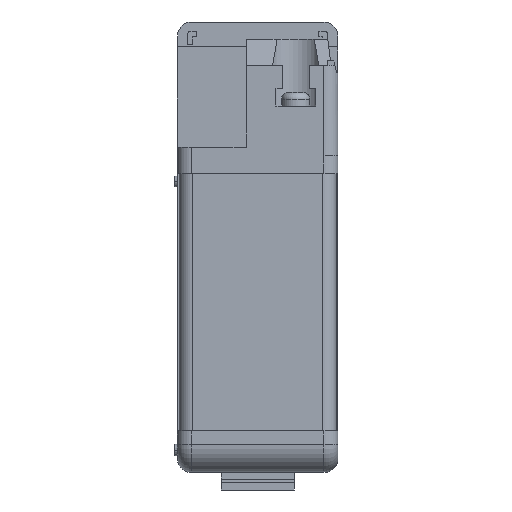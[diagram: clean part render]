
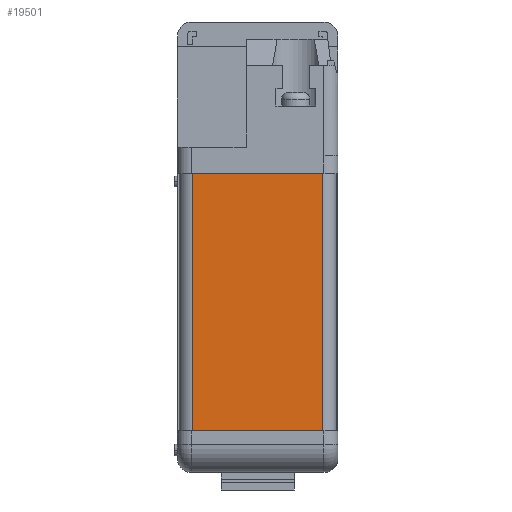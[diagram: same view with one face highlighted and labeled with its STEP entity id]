
A CAD part, front view. The second image highlights one B-rep face of the part: STEP entity #19501.
In plain terms, the highlighted planar face has unit normal (0, -1, 0).
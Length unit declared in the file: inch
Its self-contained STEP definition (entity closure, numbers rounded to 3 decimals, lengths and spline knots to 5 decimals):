
#654 = CARTESIAN_POINT ( 'NONE',  ( -0.5775, -2.9375, -1.63 ) ) ;
#736 = DIRECTION ( 'NONE',  ( -1., 0., 0. ) ) ;
#1179 = CARTESIAN_POINT ( 'NONE',  ( 0.5775, -2.9375, 0.655 ) ) ;
#1726 = DIRECTION ( 'NONE',  ( -1., 0., 0. ) ) ;
#2013 = DIRECTION ( 'NONE',  ( 0., 0., -1. ) ) ;
#2086 = EDGE_CURVE ( 'NONE', #9179, #20048, #17022, .T. ) ;
#2430 = DIRECTION ( 'NONE',  ( 0., 0., -1. ) ) ;
#2733 = ORIENTED_EDGE ( 'NONE', *, *, #21645, .T. ) ;
#3027 = DIRECTION ( 'NONE',  ( 0., 0., -1. ) ) ;
#4511 = FACE_OUTER_BOUND ( 'NONE', #19154, .T. ) ;
#5591 = CARTESIAN_POINT ( 'NONE',  ( -0.5775, -2.9375, 0.655 ) ) ;
#7365 = CARTESIAN_POINT ( 'NONE',  ( 0.5775, -2.9375, -1.63 ) ) ;
#7511 = VECTOR ( 'NONE', #2430, 39.37008 ) ;
#7871 = LINE ( 'NONE', #9126, #16902 ) ;
#8254 = VECTOR ( 'NONE', #736, 39.37008 ) ;
#8624 = VERTEX_POINT ( 'NONE', #654 ) ;
#8831 = LINE ( 'NONE', #22403, #8254 ) ;
#9126 = CARTESIAN_POINT ( 'NONE',  ( 0.5775, -2.9375, -1.63 ) ) ;
#9179 = VERTEX_POINT ( 'NONE', #20437 ) ;
#10359 = PLANE ( 'NONE',  #21206 ) ;
#10364 = ORIENTED_EDGE ( 'NONE', *, *, #16372, .F. ) ;
#12920 = LINE ( 'NONE', #20548, #7511 ) ;
#14026 = DIRECTION ( 'NONE',  ( 0., -1., 0. ) ) ;
#14821 = CARTESIAN_POINT ( 'NONE',  ( 0.5775, -2.9375, 0.655 ) ) ;
#15494 = EDGE_CURVE ( 'NONE', #9179, #16752, #8831, .T. ) ;
#16372 = EDGE_CURVE ( 'NONE', #20048, #8624, #7871, .T. ) ;
#16466 = VECTOR ( 'NONE', #2013, 39.37008 ) ;
#16752 = VERTEX_POINT ( 'NONE', #5591 ) ;
#16902 = VECTOR ( 'NONE', #1726, 39.37008 ) ;
#17022 = LINE ( 'NONE', #14821, #16466 ) ;
#19154 = EDGE_LOOP ( 'NONE', ( #10364, #21291, #21723, #2733 ) ) ;
#19501 = ADVANCED_FACE ( 'NONE', ( #4511 ), #10359, .T. ) ;
#20048 = VERTEX_POINT ( 'NONE', #7365 ) ;
#20437 = CARTESIAN_POINT ( 'NONE',  ( 0.5775, -2.9375, 0.655 ) ) ;
#20548 = CARTESIAN_POINT ( 'NONE',  ( -0.5775, -2.9375, 0.655 ) ) ;
#21206 = AXIS2_PLACEMENT_3D ( 'NONE', #1179, #14026, #3027 ) ;
#21291 = ORIENTED_EDGE ( 'NONE', *, *, #2086, .F. ) ;
#21645 = EDGE_CURVE ( 'NONE', #16752, #8624, #12920, .T. ) ;
#21723 = ORIENTED_EDGE ( 'NONE', *, *, #15494, .T. ) ;
#22403 = CARTESIAN_POINT ( 'NONE',  ( 0.5775, -2.9375, 0.655 ) ) ;
